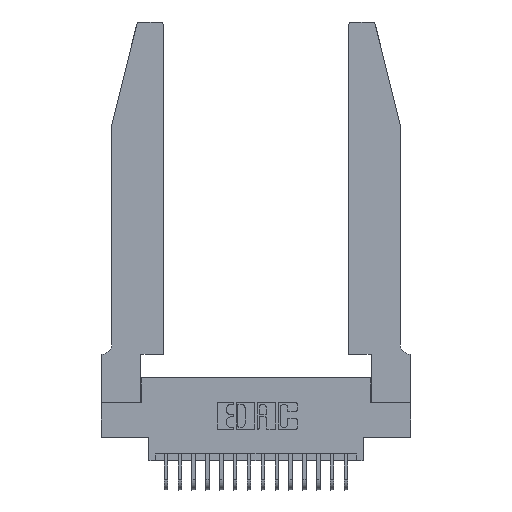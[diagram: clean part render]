
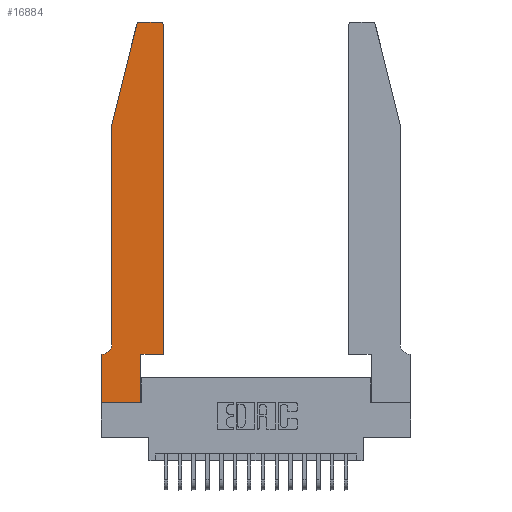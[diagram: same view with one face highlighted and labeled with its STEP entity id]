
A CAD part, top view. The second image highlights one B-rep face of the part: STEP entity #16884.
In plain terms, the highlighted planar face has unit normal (0, 0, 1).
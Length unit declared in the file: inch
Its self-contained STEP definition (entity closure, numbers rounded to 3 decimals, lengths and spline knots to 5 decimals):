
#49 = DIRECTION ( 'NONE',  ( 0., 1., 0. ) ) ;
#350 = DIRECTION ( 'NONE',  ( 0., -1., 0. ) ) ;
#524 = VECTOR ( 'NONE', #13512, 39.37008 ) ;
#930 = CARTESIAN_POINT ( 'NONE',  ( 0.4205, 2.75, 0.37 ) ) ;
#1030 = EDGE_CURVE ( 'NONE', #8951, #7419, #3356, .T. ) ;
#1510 = CARTESIAN_POINT ( 'NONE',  ( 0.284, 2.75, 0.37 ) ) ;
#1653 = CARTESIAN_POINT ( 'NONE',  ( 0., 0.35, 0.37 ) ) ;
#1722 = VERTEX_POINT ( 'NONE', #14978 ) ;
#1949 = CARTESIAN_POINT ( 'NONE',  ( 0.0755, 2., 0.37 ) ) ;
#2320 = VERTEX_POINT ( 'NONE', #18392 ) ;
#2444 = CARTESIAN_POINT ( 'NONE',  ( 0.0055, 0.35, 0.37 ) ) ;
#2468 = AXIS2_PLACEMENT_3D ( 'NONE', #8508, #19967, #10198 ) ;
#2781 = FACE_OUTER_BOUND ( 'NONE', #20587, .T. ) ;
#2788 = CARTESIAN_POINT ( 'NONE',  ( 0.25487, 2.72718, 0.37 ) ) ;
#3003 = DIRECTION ( 'NONE',  ( -0.239, -0.971, 0. ) ) ;
#3077 = CARTESIAN_POINT ( 'NONE',  ( 0.0755, 2., 0.37 ) ) ;
#3356 = CIRCLE ( 'NONE', #6696, 0.03 ) ;
#3393 = EDGE_CURVE ( 'NONE', #14657, #2320, #10559, .T. ) ;
#3501 = LINE ( 'NONE', #13607, #7381 ) ;
#3790 = LINE ( 'NONE', #5206, #8180 ) ;
#3860 = LINE ( 'NONE', #3077, #20803 ) ;
#4276 = DIRECTION ( 'NONE',  ( 1., 0., 0. ) ) ;
#4448 = EDGE_CURVE ( 'NONE', #19663, #14657, #3501, .T. ) ;
#4591 = CARTESIAN_POINT ( 'NONE',  ( 0.0055, 0.42, 0.37 ) ) ;
#5055 = EDGE_CURVE ( 'NONE', #18685, #19388, #10233, .T. ) ;
#5206 = CARTESIAN_POINT ( 'NONE',  ( 0.4505, 0.35, 0.37 ) ) ;
#5207 = DIRECTION ( 'NONE',  ( -1., 0., 0. ) ) ;
#5350 = CARTESIAN_POINT ( 'NONE',  ( 0.4505, 2.72, 0.37 ) ) ;
#5414 = LINE ( 'NONE', #13478, #8800 ) ;
#5463 = ORIENTED_EDGE ( 'NONE', *, *, #7900, .T. ) ;
#5641 = ORIENTED_EDGE ( 'NONE', *, *, #12819, .T. ) ;
#5714 = CIRCLE ( 'NONE', #17206, 0.07 ) ;
#6267 = DIRECTION ( 'NONE',  ( -1., 0., 0. ) ) ;
#6329 = ORIENTED_EDGE ( 'NONE', *, *, #14514, .T. ) ;
#6476 = DIRECTION ( 'NONE',  ( 1., 0., 0. ) ) ;
#6640 = ORIENTED_EDGE ( 'NONE', *, *, #4448, .T. ) ;
#6696 = AXIS2_PLACEMENT_3D ( 'NONE', #17007, #17095, #21045 ) ;
#6997 = VECTOR ( 'NONE', #49, 39.37008 ) ;
#7069 = EDGE_CURVE ( 'NONE', #1722, #15281, #13210, .T. ) ;
#7283 = VERTEX_POINT ( 'NONE', #2444 ) ;
#7381 = VECTOR ( 'NONE', #350, 39.37008 ) ;
#7419 = VERTEX_POINT ( 'NONE', #2788 ) ;
#7519 = LINE ( 'NONE', #8316, #6997 ) ;
#7541 = EDGE_CURVE ( 'NONE', #7419, #1722, #3860, .T. ) ;
#7699 = VERTEX_POINT ( 'NONE', #11740 ) ;
#7900 = EDGE_CURVE ( 'NONE', #19388, #8951, #19041, .T. ) ;
#8120 = VERTEX_POINT ( 'NONE', #17617 ) ;
#8180 = VECTOR ( 'NONE', #20074, 39.37008 ) ;
#8316 = CARTESIAN_POINT ( 'NONE',  ( 0.2865, 0.35, 0.37 ) ) ;
#8508 = CARTESIAN_POINT ( 'NONE',  ( 0.4205, 2.72, 0.37 ) ) ;
#8748 = AXIS2_PLACEMENT_3D ( 'NONE', #10893, #14193, #4276 ) ;
#8800 = VECTOR ( 'NONE', #5207, 39.37008 ) ;
#8951 = VERTEX_POINT ( 'NONE', #1510 ) ;
#9552 = ORIENTED_EDGE ( 'NONE', *, *, #12213, .T. ) ;
#9810 = VECTOR ( 'NONE', #18741, 39.37008 ) ;
#9821 = CARTESIAN_POINT ( 'NONE',  ( 0., 0., 0.37 ) ) ;
#10038 = VECTOR ( 'NONE', #6476, 39.37008 ) ;
#10198 = DIRECTION ( 'NONE',  ( 1., 0., 0. ) ) ;
#10233 = CIRCLE ( 'NONE', #2468, 0.03 ) ;
#10333 = ORIENTED_EDGE ( 'NONE', *, *, #7541, .T. ) ;
#10557 = CARTESIAN_POINT ( 'NONE',  ( 0.0755, 0.42, 0.37 ) ) ;
#10559 = LINE ( 'NONE', #9821, #10038 ) ;
#10647 = ORIENTED_EDGE ( 'NONE', *, *, #5055, .T. ) ;
#10755 = CARTESIAN_POINT ( 'NONE',  ( 0.4505, 0.35, 0.37 ) ) ;
#10893 = CARTESIAN_POINT ( 'NONE',  ( 0., 0.35, 0.37 ) ) ;
#11598 = ORIENTED_EDGE ( 'NONE', *, *, #13791, .T. ) ;
#11740 = CARTESIAN_POINT ( 'NONE',  ( 0.2865, 0.35, 0.37 ) ) ;
#12167 = CARTESIAN_POINT ( 'NONE',  ( 0., 0., 0.37 ) ) ;
#12213 = EDGE_CURVE ( 'NONE', #8120, #18685, #14007, .T. ) ;
#12554 = PLANE ( 'NONE',  #8748 ) ;
#12819 = EDGE_CURVE ( 'NONE', #2320, #7699, #7519, .T. ) ;
#13210 = LINE ( 'NONE', #1949, #524 ) ;
#13366 = ORIENTED_EDGE ( 'NONE', *, *, #1030, .T. ) ;
#13478 = CARTESIAN_POINT ( 'NONE',  ( 0.0755, 0.35, 0.37 ) ) ;
#13512 = DIRECTION ( 'NONE',  ( 0., -1., 0. ) ) ;
#13607 = CARTESIAN_POINT ( 'NONE',  ( 0., 0., 0.37 ) ) ;
#13791 = EDGE_CURVE ( 'NONE', #15281, #7283, #5714, .T. ) ;
#14007 = LINE ( 'NONE', #10755, #14513 ) ;
#14193 = DIRECTION ( 'NONE',  ( 0., 0., 1. ) ) ;
#14513 = VECTOR ( 'NONE', #18909, 39.37008 ) ;
#14514 = EDGE_CURVE ( 'NONE', #7283, #19663, #5414, .T. ) ;
#14657 = VERTEX_POINT ( 'NONE', #12167 ) ;
#14978 = CARTESIAN_POINT ( 'NONE',  ( 0.0755, 2., 0.37 ) ) ;
#15281 = VERTEX_POINT ( 'NONE', #10557 ) ;
#15563 = ORIENTED_EDGE ( 'NONE', *, *, #3393, .T. ) ;
#15874 = ORIENTED_EDGE ( 'NONE', *, *, #7069, .T. ) ;
#16143 = DIRECTION ( 'NONE',  ( 0., 0., -1. ) ) ;
#16884 = ADVANCED_FACE ( 'NONE', ( #2781 ), #12554, .T. ) ;
#17007 = CARTESIAN_POINT ( 'NONE',  ( 0.284, 2.72, 0.37 ) ) ;
#17095 = DIRECTION ( 'NONE',  ( 0., 0., 1. ) ) ;
#17206 = AXIS2_PLACEMENT_3D ( 'NONE', #4591, #16143, #6267 ) ;
#17310 = EDGE_CURVE ( 'NONE', #7699, #8120, #3790, .T. ) ;
#17617 = CARTESIAN_POINT ( 'NONE',  ( 0.4505, 0.35, 0.37 ) ) ;
#17624 = ORIENTED_EDGE ( 'NONE', *, *, #17310, .T. ) ;
#18392 = CARTESIAN_POINT ( 'NONE',  ( 0.2865, 0., 0.37 ) ) ;
#18685 = VERTEX_POINT ( 'NONE', #5350 ) ;
#18741 = DIRECTION ( 'NONE',  ( -1., 0., 0. ) ) ;
#18909 = DIRECTION ( 'NONE',  ( 0., 1., 0. ) ) ;
#19041 = LINE ( 'NONE', #20285, #9810 ) ;
#19388 = VERTEX_POINT ( 'NONE', #930 ) ;
#19663 = VERTEX_POINT ( 'NONE', #1653 ) ;
#19967 = DIRECTION ( 'NONE',  ( 0., 0., 1. ) ) ;
#20074 = DIRECTION ( 'NONE',  ( 1., 0., 0. ) ) ;
#20285 = CARTESIAN_POINT ( 'NONE',  ( 0.2605, 2.75, 0.37 ) ) ;
#20587 = EDGE_LOOP ( 'NONE', ( #5463, #13366, #10333, #15874, #11598, #6329, #6640, #15563, #5641, #17624, #9552, #10647 ) ) ;
#20803 = VECTOR ( 'NONE', #3003, 39.37008 ) ;
#21045 = DIRECTION ( 'NONE',  ( 1., 0., 0. ) ) ;
